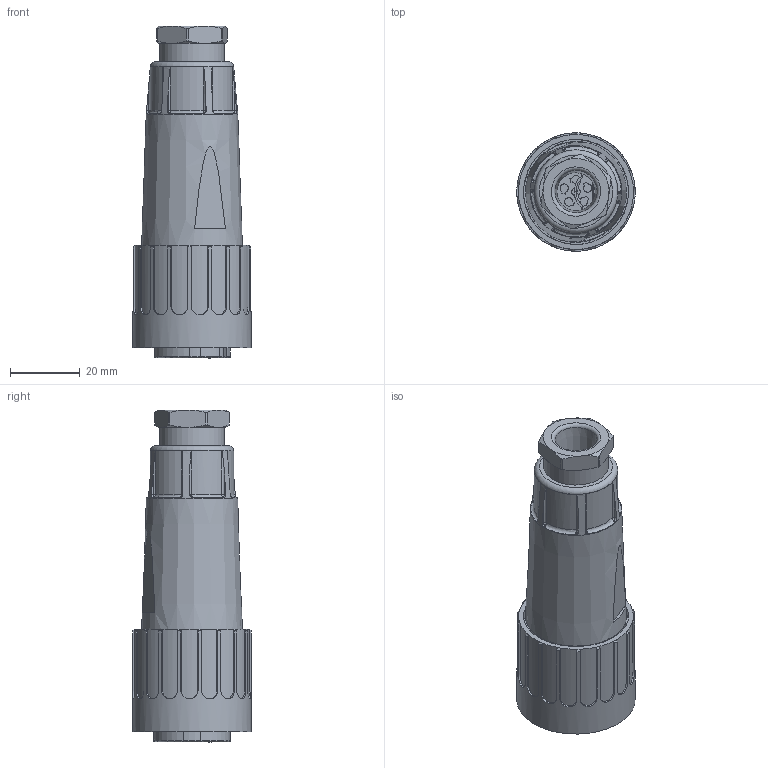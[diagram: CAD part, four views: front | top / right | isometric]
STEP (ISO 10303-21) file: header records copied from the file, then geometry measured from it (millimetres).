
FILE_DESCRIPTION(/* description */ (''),/* implementation_level */ '2;1');
FILE_NAME(/* name */ 'C016_10E017_002_1.stp',/* time_stamp */ '2016-05-18T15:46:57+02:00',/* author */ (''),/* organization */ (''),/* preprocessor_version */ 'ST-DEVELOPER v15',/* originating_system */ 'SIEMENS PLM Software NX 9.0',/* authorisation */ '');
FILE_SCHEMA (('CONFIG_CONTROL_DESIGN'));
Length unit declared in the file: millimetre
Products named in the file (1): c3d-c016 10e017 002 1nxm001-01
Bounding box: 34 x 34 x 95.4 mm (x, y, z)
Volume: 38021.3 mm3; surface area: 28635.2 mm2
Topology: 1 solids, 6 shells, 827 faces, 2116 edges, 1344 vertices
Faces by surface type: plane 469, cylinder 217, cone 56, bspline 46, extrusion 14, torus 13, sphere 12
Full cylindrical faces by diameter (mm): 2.5 x4, 2.6 x2, 3.6 x2, 4 x1, 11 x3, 12 x1, 16.5 x1, 17 x1, 18 x1, 18.6 x2, 22 x3, 22.7 x2, 27 x1, 30.2 x1, 34 x1
Entity records: 27329 total; most frequent: CARTESIAN_POINT 7841, ORIENTED_EDGE 4084, DIRECTION 3893, EDGE_CURVE 2042, AXIS2_PLACEMENT_3D 1389, VERTEX_POINT 1331, VECTOR 1115, LINE 1101
